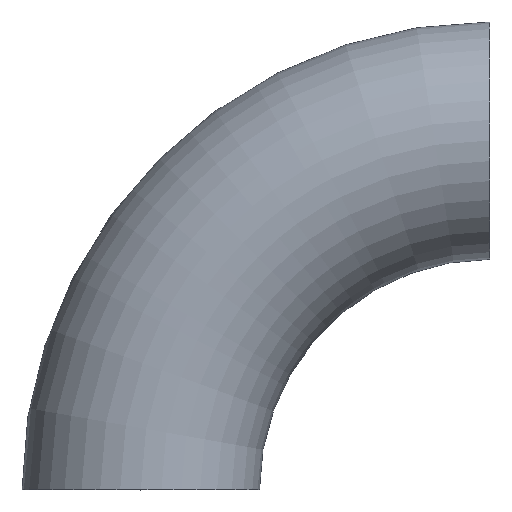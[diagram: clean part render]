
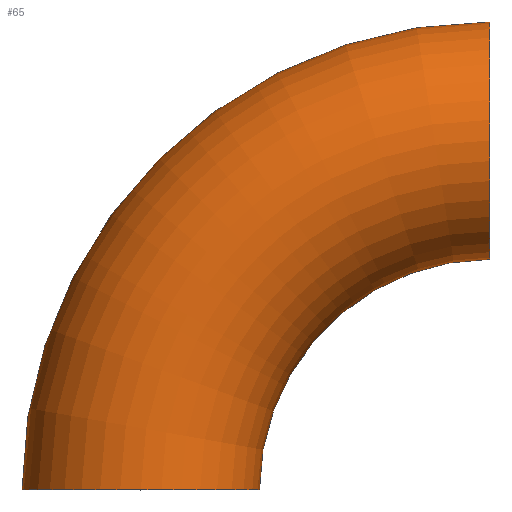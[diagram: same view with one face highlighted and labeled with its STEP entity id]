
A CAD part, top view. The second image highlights one B-rep face of the part: STEP entity #65.
In plain terms, the highlighted toroidal (fillet/blend) face has major radius 300 mm and minor radius 102 mm.
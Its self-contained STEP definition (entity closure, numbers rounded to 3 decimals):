
#10 = ORIENTED_EDGE ( 'NONE', *, *, #60, .T. ) ;
#15 = VERTEX_POINT ( 'NONE', #50 ) ;
#17 = EDGE_CURVE ( 'NONE', #45, #42, #211, .T. ) ;
#25 = TOROIDAL_SURFACE ( 'NONE', #111, 300., 102. ) ;
#27 = AXIS2_PLACEMENT_3D ( 'NONE', #74, #54, #141 ) ;
#28 = EDGE_LOOP ( 'NONE', ( #177, #10, #203, #206 ) ) ;
#31 = CARTESIAN_POINT ( 'NONE',  ( 102., 0., 0. ) ) ;
#33 = DIRECTION ( 'NONE',  ( 1., 0., 0. ) ) ;
#37 = VERTEX_POINT ( 'NONE', #155 ) ;
#42 = VERTEX_POINT ( 'NONE', #31 ) ;
#45 = VERTEX_POINT ( 'NONE', #192 ) ;
#46 = DIRECTION ( 'NONE',  ( 0., 0., 1. ) ) ;
#48 = DIRECTION ( 'NONE',  ( 0., 0., 1. ) ) ;
#50 = CARTESIAN_POINT ( 'NONE',  ( -102., 0., 0. ) ) ;
#53 = AXIS2_PLACEMENT_3D ( 'NONE', #209, #48, #193 ) ;
#54 = DIRECTION ( 'NONE',  ( 0., 1., 0. ) ) ;
#57 = CARTESIAN_POINT ( 'NONE',  ( 300., 300., 0. ) ) ;
#58 = DIRECTION ( 'NONE',  ( 1., 0., 0. ) ) ;
#60 = EDGE_CURVE ( 'NONE', #37, #15, #87, .T. ) ;
#65 = ADVANCED_FACE ( 'NONE', ( #227 ), #25, .T. ) ;
#68 = CIRCLE ( 'NONE', #85, 102. ) ;
#74 = CARTESIAN_POINT ( 'NONE',  ( 0., 0., 0. ) ) ;
#85 = AXIS2_PLACEMENT_3D ( 'NONE', #57, #58, #128 ) ;
#87 = CIRCLE ( 'NONE', #53, 402. ) ;
#106 = CIRCLE ( 'NONE', #27, 102. ) ;
#111 = AXIS2_PLACEMENT_3D ( 'NONE', #170, #46, #33 ) ;
#116 = AXIS2_PLACEMENT_3D ( 'NONE', #226, #171, #191 ) ;
#128 = DIRECTION ( 'NONE',  ( 0., 0., 1. ) ) ;
#129 = EDGE_CURVE ( 'NONE', #15, #42, #106, .T. ) ;
#141 = DIRECTION ( 'NONE',  ( 0., 0., 1. ) ) ;
#155 = CARTESIAN_POINT ( 'NONE',  ( 300., 402., 0. ) ) ;
#170 = CARTESIAN_POINT ( 'NONE',  ( 300., 0., 0. ) ) ;
#171 = DIRECTION ( 'NONE',  ( 0., 0., 1. ) ) ;
#177 = ORIENTED_EDGE ( 'NONE', *, *, #251, .F. ) ;
#191 = DIRECTION ( 'NONE',  ( 1., 0., 0. ) ) ;
#192 = CARTESIAN_POINT ( 'NONE',  ( 300., 198., 0. ) ) ;
#193 = DIRECTION ( 'NONE',  ( 1., 0., 0. ) ) ;
#203 = ORIENTED_EDGE ( 'NONE', *, *, #129, .T. ) ;
#206 = ORIENTED_EDGE ( 'NONE', *, *, #17, .F. ) ;
#209 = CARTESIAN_POINT ( 'NONE',  ( 300., 0., 0. ) ) ;
#211 = CIRCLE ( 'NONE', #116, 198. ) ;
#226 = CARTESIAN_POINT ( 'NONE',  ( 300., 0., 0. ) ) ;
#227 = FACE_OUTER_BOUND ( 'NONE', #28, .T. ) ;
#251 = EDGE_CURVE ( 'NONE', #37, #45, #68, .T. ) ;
